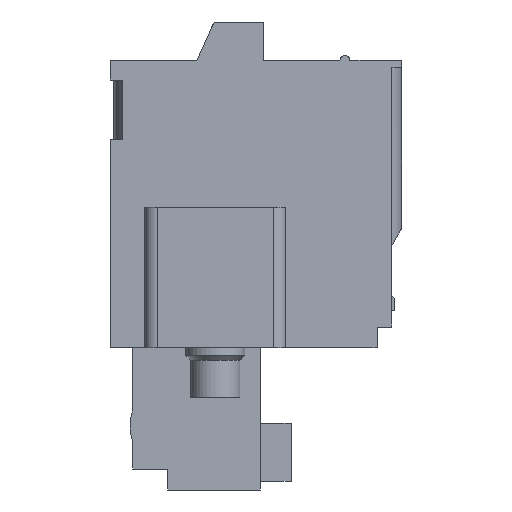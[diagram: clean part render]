
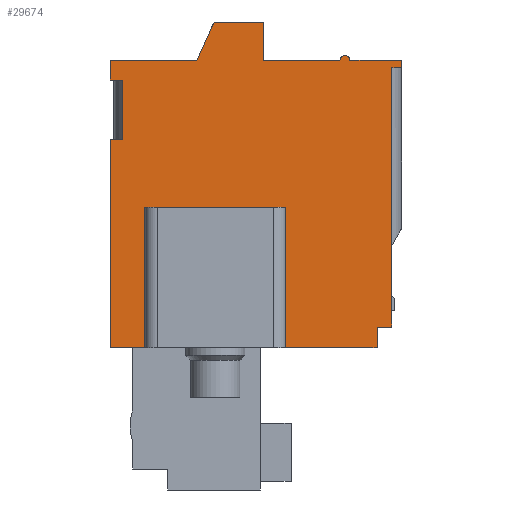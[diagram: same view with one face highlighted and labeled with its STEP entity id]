
A CAD part, left-side view. The second image highlights one B-rep face of the part: STEP entity #29674.
In plain terms, the highlighted planar face has unit normal (-1, 0, 0).
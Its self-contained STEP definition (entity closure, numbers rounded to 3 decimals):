
#412=LINE('',#40947,#4427);
#416=LINE('',#40959,#4431);
#428=LINE('',#40995,#4443);
#1003=LINE('',#42229,#5018);
#1053=LINE('',#42329,#5068);
#1155=LINE('',#42541,#5170);
#1176=LINE('',#42609,#5191);
#1753=LINE('',#43795,#5768);
#1769=LINE('',#43816,#5784);
#1772=LINE('',#43822,#5787);
#1774=LINE('',#43825,#5789);
#1775=LINE('',#43827,#5790);
#1777=LINE('',#43832,#5792);
#1781=LINE('',#43863,#5796);
#1784=LINE('',#43868,#5799);
#1785=LINE('',#43870,#5800);
#1787=LINE('',#43874,#5802);
#1788=LINE('',#43876,#5803);
#1826=LINE('',#43976,#5841);
#1827=LINE('',#43978,#5842);
#1828=LINE('',#43979,#5843);
#4427=VECTOR('',#33176,1000.);
#4431=VECTOR('',#33184,1000.);
#4443=VECTOR('',#33210,1000.);
#5018=VECTOR('',#33899,1000.);
#5068=VECTOR('',#33951,1000.);
#5170=VECTOR('',#34067,1000.);
#5191=VECTOR('',#34118,1000.);
#5768=VECTOR('',#35121,1000.);
#5784=VECTOR('',#35139,1000.);
#5787=VECTOR('',#35144,1000.);
#5789=VECTOR('',#35148,1000.);
#5790=VECTOR('',#35151,1000.);
#5792=VECTOR('',#35157,1000.);
#5796=VECTOR('',#35211,1000.);
#5799=VECTOR('',#35216,1000.);
#5800=VECTOR('',#35219,1000.);
#5802=VECTOR('',#35223,1000.);
#5803=VECTOR('',#35226,1000.);
#5841=VECTOR('',#35290,1000.);
#5842=VECTOR('',#35293,1000.);
#5843=VECTOR('',#35294,1000.);
#10553=ORIENTED_EDGE('',*,*,#18731,.F.);
#10554=ORIENTED_EDGE('',*,*,#17192,.F.);
#10555=ORIENTED_EDGE('',*,*,#18732,.T.);
#10556=ORIENTED_EDGE('',*,*,#17169,.T.);
#10557=ORIENTED_EDGE('',*,*,#18676,.T.);
#10558=ORIENTED_EDGE('',*,*,#18677,.T.);
#10559=ORIENTED_EDGE('',*,*,#17848,.T.);
#10560=ORIENTED_EDGE('',*,*,#18679,.T.);
#10561=ORIENTED_EDGE('',*,*,#18680,.T.);
#10562=ORIENTED_EDGE('',*,*,#18730,.T.);
#10563=ORIENTED_EDGE('',*,*,#18618,.T.);
#10564=ORIENTED_EDGE('',*,*,#18621,.T.);
#10565=ORIENTED_EDGE('',*,*,#18637,.T.);
#10566=ORIENTED_EDGE('',*,*,#18640,.T.);
#10567=ORIENTED_EDGE('',*,*,#18642,.T.);
#10568=ORIENTED_EDGE('',*,*,#17988,.T.);
#10569=ORIENTED_EDGE('',*,*,#18643,.T.);
#10570=ORIENTED_EDGE('',*,*,#18646,.T.);
#10571=ORIENTED_EDGE('',*,*,#17954,.T.);
#10572=ORIENTED_EDGE('',*,*,#18673,.T.);
#10573=ORIENTED_EDGE('',*,*,#17798,.T.);
#10574=ORIENTED_EDGE('',*,*,#17175,.T.);
#17169=EDGE_CURVE('',#21533,#21532,#412,.T.);
#17175=EDGE_CURVE('',#21539,#21538,#416,.T.);
#17192=EDGE_CURVE('',#21555,#21556,#428,.T.);
#17798=EDGE_CURVE('',#22158,#21539,#1003,.T.);
#17848=EDGE_CURVE('',#22207,#22208,#1053,.T.);
#17954=EDGE_CURVE('',#22310,#22309,#1155,.T.);
#17988=EDGE_CURVE('',#22342,#22343,#1176,.T.);
#18618=EDGE_CURVE('',#22736,#22737,#24523,.T.);
#18621=EDGE_CURVE('',#22737,#22738,#1753,.T.);
#18637=EDGE_CURVE('',#22738,#22741,#1769,.T.);
#18640=EDGE_CURVE('',#22741,#22743,#1772,.T.);
#18642=EDGE_CURVE('',#22743,#22342,#1774,.T.);
#18643=EDGE_CURVE('',#22343,#22744,#1775,.T.);
#18646=EDGE_CURVE('',#22744,#22310,#1777,.T.);
#18673=EDGE_CURVE('',#22309,#22158,#1781,.T.);
#18676=EDGE_CURVE('',#21532,#22747,#1784,.T.);
#18677=EDGE_CURVE('',#22747,#22207,#1785,.T.);
#18679=EDGE_CURVE('',#22208,#22748,#1787,.T.);
#18680=EDGE_CURVE('',#22748,#22749,#1788,.T.);
#18730=EDGE_CURVE('',#22749,#22736,#1826,.T.);
#18731=EDGE_CURVE('',#21556,#21538,#1827,.T.);
#18732=EDGE_CURVE('',#21555,#21533,#1828,.T.);
#21532=VERTEX_POINT('',#40946);
#21533=VERTEX_POINT('',#40948);
#21538=VERTEX_POINT('',#40958);
#21539=VERTEX_POINT('',#40960);
#21555=VERTEX_POINT('',#40994);
#21556=VERTEX_POINT('',#40996);
#22158=VERTEX_POINT('',#42230);
#22207=VERTEX_POINT('',#42330);
#22208=VERTEX_POINT('',#42331);
#22309=VERTEX_POINT('',#42540);
#22310=VERTEX_POINT('',#42542);
#22342=VERTEX_POINT('',#42610);
#22343=VERTEX_POINT('',#42611);
#22736=VERTEX_POINT('',#43790);
#22737=VERTEX_POINT('',#43791);
#22738=VERTEX_POINT('',#43796);
#22741=VERTEX_POINT('',#43815);
#22743=VERTEX_POINT('',#43821);
#22744=VERTEX_POINT('',#43828);
#22747=VERTEX_POINT('',#43867);
#22748=VERTEX_POINT('',#43873);
#22749=VERTEX_POINT('',#43877);
#24523=CIRCLE('',#31594,0.2);
#25012=EDGE_LOOP('',(#10553,#10554,#10555,#10556,#10557,#10558,#10559,#10560,
#10561,#10562,#10563,#10564,#10565,#10566,#10567,#10568,#10569,#10570,#10571,
#10572,#10573,#10574));
#26713=FACE_BOUND('',#25012,.T.);
#28311=PLANE('',#31644);
#29674=ADVANCED_FACE('',(#26713),#28311,.T.);
#31594=AXIS2_PLACEMENT_3D('',#43789,#35115,#35116);
#31644=AXIS2_PLACEMENT_3D('',#43977,#35291,#35292);
#33176=DIRECTION('',(0.,-1.,0.));
#33184=DIRECTION('',(0.,-1.,0.));
#33210=DIRECTION('',(0.,1.,0.));
#33899=DIRECTION('',(0.,0.,-1.));
#33951=DIRECTION('',(0.,0.,1.));
#34067=DIRECTION('',(0.,0.,-1.));
#34118=DIRECTION('',(0.,1.,0.));
#35115=DIRECTION('',(-1.,0.,0.));
#35116=DIRECTION('',(0.,-1.,0.));
#35121=DIRECTION('',(0.,1.,0.));
#35139=DIRECTION('',(0.,0.,1.));
#35144=DIRECTION('',(0.,1.,0.));
#35148=DIRECTION('',(0.,0.412,-0.911));
#35151=DIRECTION('',(0.,0.,-1.));
#35157=DIRECTION('',(0.,-1.,0.));
#35211=DIRECTION('',(0.,1.,0.));
#35216=DIRECTION('',(0.,0.,1.));
#35219=DIRECTION('',(0.,-1.,0.));
#35223=DIRECTION('',(0.,-1.,0.));
#35226=DIRECTION('',(0.,0.,1.));
#35290=DIRECTION('',(0.,1.,0.));
#35291=DIRECTION('',(-1.,0.,0.));
#35292=DIRECTION('',(0.,0.,1.));
#35293=DIRECTION('',(0.,0.,-1.));
#35294=DIRECTION('',(0.,0.,-1.));
#40946=CARTESIAN_POINT('',(-15.3,-5.4,-6.1));
#40947=CARTESIAN_POINT('',(-15.3,5.4,-6.1));
#40948=CARTESIAN_POINT('',(-15.3,-1.7,-6.1));
#40958=CARTESIAN_POINT('',(-15.3,4.,-6.1));
#40959=CARTESIAN_POINT('',(-15.3,5.4,-6.1));
#40960=CARTESIAN_POINT('',(-15.3,5.4,-6.1));
#40994=CARTESIAN_POINT('',(-15.3,-1.7,-0.4));
#40995=CARTESIAN_POINT('',(-15.3,-1.7,-0.4));
#40996=CARTESIAN_POINT('',(-15.3,4.,-0.4));
#42229=CARTESIAN_POINT('',(-15.3,5.4,2.35));
#42230=CARTESIAN_POINT('',(-15.3,5.4,2.35));
#42329=CARTESIAN_POINT('',(-15.3,-6.,-5.25));
#42330=CARTESIAN_POINT('',(-15.3,-6.,-5.25));
#42331=CARTESIAN_POINT('',(-15.3,-6.,5.25));
#42540=CARTESIAN_POINT('',(-15.3,4.9,2.35));
#42541=CARTESIAN_POINT('',(-15.3,4.9,4.75));
#42542=CARTESIAN_POINT('',(-15.3,4.9,4.75));
#42609=CARTESIAN_POINT('',(-15.3,1.9,5.55));
#42610=CARTESIAN_POINT('',(-15.3,1.9,5.55));
#42611=CARTESIAN_POINT('',(-15.3,5.4,5.55));
#43789=CARTESIAN_POINT('',(-15.3,-4.1,5.55));
#43790=CARTESIAN_POINT('',(-15.3,-4.3,5.55));
#43791=CARTESIAN_POINT('',(-15.3,-3.9,5.55));
#43795=CARTESIAN_POINT('',(-15.3,-3.9,5.55));
#43796=CARTESIAN_POINT('',(-15.3,-0.8,5.55));
#43815=CARTESIAN_POINT('',(-15.3,-0.8,7.1));
#43816=CARTESIAN_POINT('',(-15.3,-0.8,5.55));
#43821=CARTESIAN_POINT('',(-15.3,1.2,7.1));
#43822=CARTESIAN_POINT('',(-15.3,-0.8,7.1));
#43825=CARTESIAN_POINT('',(-15.3,1.2,7.1));
#43827=CARTESIAN_POINT('',(-15.3,5.4,5.55));
#43828=CARTESIAN_POINT('',(-15.3,5.4,4.75));
#43832=CARTESIAN_POINT('',(-15.3,5.4,4.75));
#43863=CARTESIAN_POINT('',(-15.3,4.9,2.35));
#43867=CARTESIAN_POINT('',(-15.3,-5.4,-5.25));
#43868=CARTESIAN_POINT('',(-15.3,-5.4,-6.1));
#43870=CARTESIAN_POINT('',(-15.3,-5.4,-5.25));
#43873=CARTESIAN_POINT('',(-15.3,-6.4,5.25));
#43874=CARTESIAN_POINT('',(-15.3,-6.,5.25));
#43876=CARTESIAN_POINT('',(-15.3,-6.4,5.25));
#43877=CARTESIAN_POINT('',(-15.3,-6.4,5.55));
#43976=CARTESIAN_POINT('',(-15.3,-6.4,5.55));
#43977=CARTESIAN_POINT('',(-15.3,-4.1,5.55));
#43978=CARTESIAN_POINT('',(-15.3,4.,-0.4));
#43979=CARTESIAN_POINT('',(-15.3,-1.7,-0.4));
